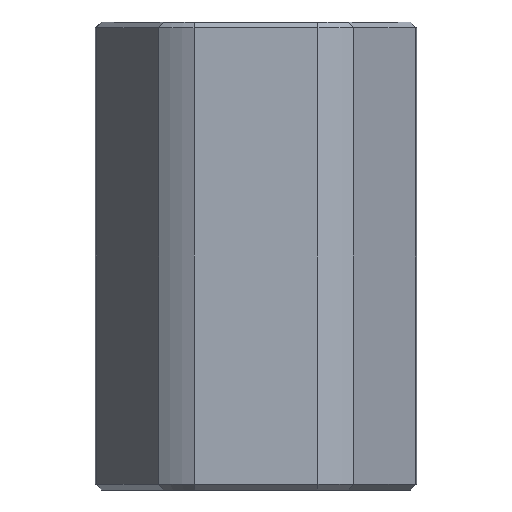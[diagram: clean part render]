
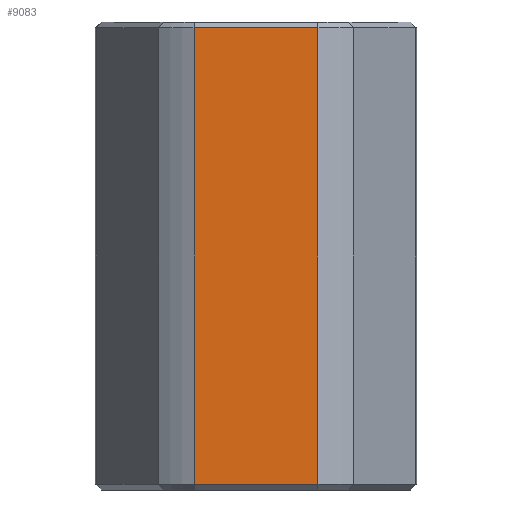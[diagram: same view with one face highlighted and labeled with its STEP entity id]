
A CAD part, left-side view. The second image highlights one B-rep face of the part: STEP entity #9083.
In plain terms, the highlighted planar face has unit normal (-1, 0, 0).
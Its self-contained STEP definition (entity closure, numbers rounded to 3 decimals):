
#292 = VECTOR ( 'NONE', #5635, 1000. ) ;
#774 = VERTEX_POINT ( 'NONE', #4255 ) ;
#885 = LINE ( 'NONE', #6655, #14318 ) ;
#1372 = CARTESIAN_POINT ( 'NONE',  ( -6.338, -2.649, 0.25 ) ) ;
#1797 = EDGE_CURVE ( 'NONE', #4209, #9063, #6721, .T. ) ;
#2148 = CARTESIAN_POINT ( 'NONE',  ( -6.338, 3.659, 0.25 ) ) ;
#2739 = DIRECTION ( 'NONE',  ( 0., 1., 0. ) ) ;
#3216 = ORIENTED_EDGE ( 'NONE', *, *, #12911, .F. ) ;
#3826 = VERTEX_POINT ( 'NONE', #1372 ) ;
#4209 = VERTEX_POINT ( 'NONE', #5873 ) ;
#4255 = CARTESIAN_POINT ( 'NONE',  ( -6.338, -2.649, 19.75 ) ) ;
#4303 = VECTOR ( 'NONE', #12648, 1000. ) ;
#4323 = DIRECTION ( 'NONE',  ( 1., 0., 0. ) ) ;
#5379 = FACE_OUTER_BOUND ( 'NONE', #8335, .T. ) ;
#5531 = CARTESIAN_POINT ( 'NONE',  ( -6.338, 2.649, 0. ) ) ;
#5635 = DIRECTION ( 'NONE',  ( 0., -1., 0. ) ) ;
#5642 = ORIENTED_EDGE ( 'NONE', *, *, #7735, .T. ) ;
#5873 = CARTESIAN_POINT ( 'NONE',  ( -6.338, 2.649, 0.25 ) ) ;
#6070 = CARTESIAN_POINT ( 'NONE',  ( -6.338, 2.649, 19.75 ) ) ;
#6655 = CARTESIAN_POINT ( 'NONE',  ( -6.338, 2.649, 19.75 ) ) ;
#6721 = LINE ( 'NONE', #5531, #4303 ) ;
#6757 = LINE ( 'NONE', #2148, #292 ) ;
#7735 = EDGE_CURVE ( 'NONE', #4209, #3826, #6757, .T. ) ;
#8335 = EDGE_LOOP ( 'NONE', ( #3216, #10128, #12644, #5642 ) ) ;
#8365 = CARTESIAN_POINT ( 'NONE',  ( -6.338, 3.659, 20. ) ) ;
#8493 = DIRECTION ( 'NONE',  ( 0., 0., -1. ) ) ;
#8646 = CARTESIAN_POINT ( 'NONE',  ( -6.338, -2.649, 0. ) ) ;
#9063 = VERTEX_POINT ( 'NONE', #6070 ) ;
#9083 = ADVANCED_FACE ( 'NONE', ( #5379 ), #10596, .F. ) ;
#9694 = AXIS2_PLACEMENT_3D ( 'NONE', #8365, #4323, #2739 ) ;
#10128 = ORIENTED_EDGE ( 'NONE', *, *, #11632, .T. ) ;
#10596 = PLANE ( 'NONE',  #9694 ) ;
#11031 = DIRECTION ( 'NONE',  ( 0., 1., 0. ) ) ;
#11632 = EDGE_CURVE ( 'NONE', #774, #9063, #885, .T. ) ;
#11993 = LINE ( 'NONE', #8646, #13454 ) ;
#12644 = ORIENTED_EDGE ( 'NONE', *, *, #1797, .F. ) ;
#12648 = DIRECTION ( 'NONE',  ( 0., 0., 1. ) ) ;
#12911 = EDGE_CURVE ( 'NONE', #774, #3826, #11993, .T. ) ;
#13454 = VECTOR ( 'NONE', #8493, 1000. ) ;
#14318 = VECTOR ( 'NONE', #11031, 1000. ) ;
